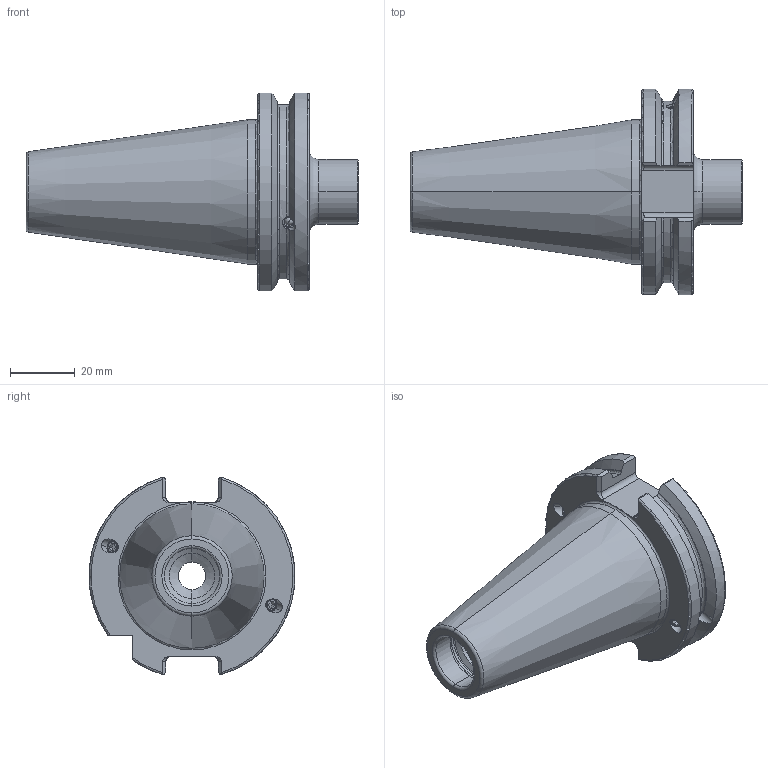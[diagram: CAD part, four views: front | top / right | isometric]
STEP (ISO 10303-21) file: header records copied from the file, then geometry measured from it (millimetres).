
FILE_DESCRIPTION (( 'STEP AP203' ), '1' );
FILE_NAME ('100.415.201C.STEP', '2018-03-12T10:25:30', ( 'SWIAdmin' ), ( 'Hewlett-Packard Company' ), 'SwSTEP 2.0', 'SolidWorks 2017', '' );
FILE_SCHEMA (( 'CONFIG_CONTROL_DESIGN' ));
Length unit declared in the file: millimetre
Products named in the file (4): SB4-CA1.K01.034_B; ISO 4026 - M4 x 3_PreviewCfg; KVT_MB_600_040; 100.415.201C
Assembly tree (5 placements, depth 2):
  100.415.201C
    SB4-CA1.K01.034_B
    ISO 4026 - M4 x 3_PreviewCfg  x2
    KVT_MB_600_040  x2
Bounding box: 102.35 x 63.5 x 60.94 mm (x, y, z)
Volume: 106565 mm3; surface area: 21895.9 mm2
Topology: 7 solids, 7 shells, 250 faces, 601 edges, 360 vertices
Faces by surface type: cone 88, cylinder 71, plane 57, torus 30, sphere 4
Entity records: 6773 total; most frequent: CARTESIAN_POINT 1603, DIRECTION 1007, ORIENTED_EDGE 990, EDGE_CURVE 495, AXIS2_PLACEMENT_3D 401, VERTEX_POINT 301, EDGE_LOOP 214, VECTOR 205
